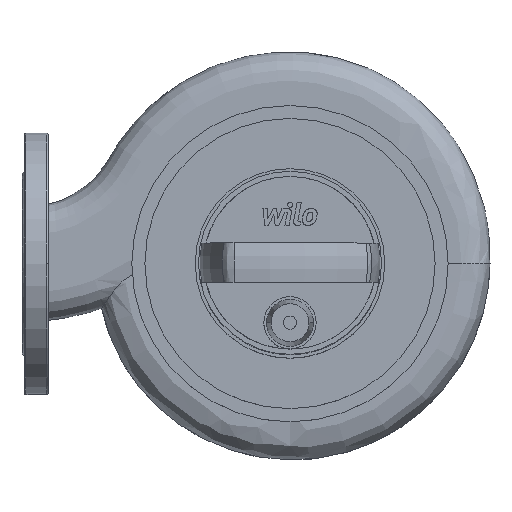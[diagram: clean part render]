
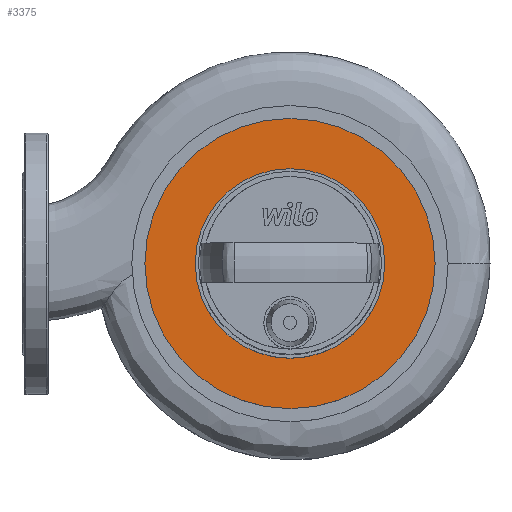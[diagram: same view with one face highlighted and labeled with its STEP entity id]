
A CAD part, top view. The second image highlights one B-rep face of the part: STEP entity #3375.
In plain terms, the highlighted planar face has unit normal (0, 0, 1).
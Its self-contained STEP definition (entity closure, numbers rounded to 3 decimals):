
#3217=CARTESIAN_POINT('',(316.0,0.,132.0));
#3218=VERTEX_POINT('',#3217);
#3234=CARTESIAN_POINT('',(94.,0.,132.0));
#3235=VERTEX_POINT('',#3234);
#3242=CARTESIAN_POINT('',(205.0,0.0,132.0));
#3243=DIRECTION('',(0.0,0.0,-1.0));
#3244=DIRECTION('',(1.0,0.0,0.0));
#3245=AXIS2_PLACEMENT_3D('',#3242,#3243,#3244);
#3246=CIRCLE('',#3245,111.);
#3247=EDGE_CURVE('',#3235,#3218,#3246,.T.);
#3360=CARTESIAN_POINT('',(260.5,0.,132.0));
#3361=DIRECTION('',(0.0,0.0,1.0));
#3362=DIRECTION('',(-1.0,0.0,0.0));
#3363=AXIS2_PLACEMENT_3D('',#3360,#3361,#3362);
#3364=PLANE('',#3363);
#3365=CARTESIAN_POINT('',(205.0,0.0,132.0));
#3366=DIRECTION('',(0.0,0.0,-1.0));
#3367=DIRECTION('',(1.0,0.0,0.0));
#3368=AXIS2_PLACEMENT_3D('',#3365,#3366,#3367);
#3369=CIRCLE('',#3368,111.);
#3370=EDGE_CURVE('',#3218,#3235,#3369,.T.);
#3371=ORIENTED_EDGE('',*,*,#3370,.F.);
#3372=ORIENTED_EDGE('',*,*,#3247,.F.);
#3373=EDGE_LOOP('',(#3371,#3372));
#3374=FACE_OUTER_BOUND('',#3373,.T.);
#3375=ADVANCED_FACE('',(#3374),#3364,.T.);
